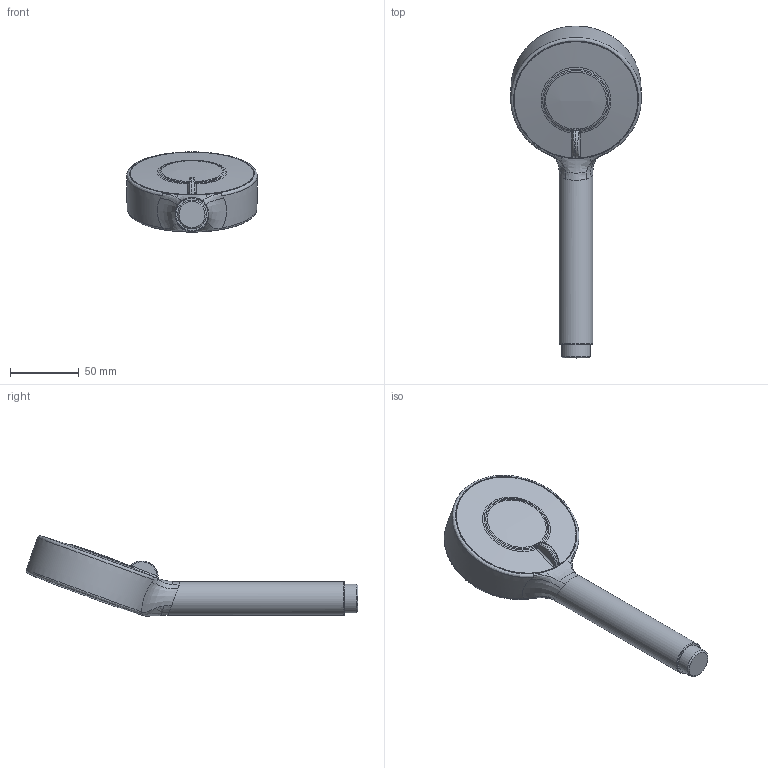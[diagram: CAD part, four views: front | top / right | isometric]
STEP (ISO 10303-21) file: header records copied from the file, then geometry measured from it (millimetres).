
FILE_DESCRIPTION (( 'STEP AP203' ), '1' );
FILE_NAME ('254022(2016)+44630300.STEP', '2017-03-09T05:47:21', ( '' ), ( '' ), 'SwSTEP 2.0', 'SolidWorks 2016', '' );
FILE_SCHEMA (( 'CONFIG_CONTROL_DESIGN' ));
Length unit declared in the file: millimetre
Products named in the file (1): 254022(2016)+44630300
Bounding box: 94.96 x 241.44 x 58.41 mm (x, y, z)
Volume: 284679.5 mm3; surface area: 33682 mm2
Topology: 1 solids, 1 shells, 54 faces, 146 edges, 95 vertices
Faces by surface type: bspline 41, cylinder 4, plane 3, torus 3, cone 2, sphere 1
Full cylindrical faces by diameter (mm): 21 x1, 90 x1
Entity records: 8969 total; most frequent: CARTESIAN_POINT 7966, ORIENTED_EDGE 270, EDGE_CURVE 135, B_SPLINE_CURVE_WITH_KNOTS 113, VERTEX_POINT 90, DIRECTION 62, EDGE_LOOP 59, FACE_OUTER_BOUND 56
